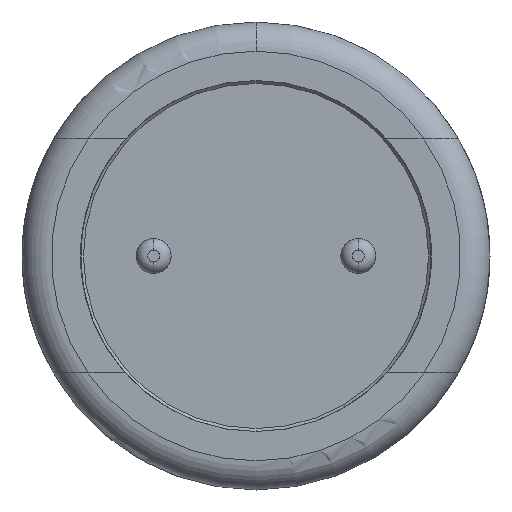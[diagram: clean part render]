
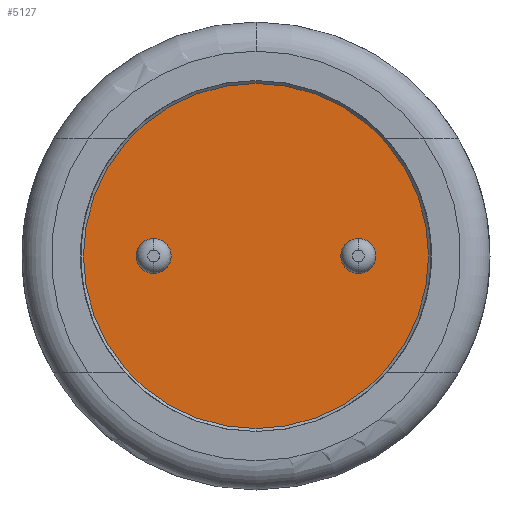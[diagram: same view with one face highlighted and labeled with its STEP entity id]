
A CAD part, front view. The second image highlights one B-rep face of the part: STEP entity #5127.
In plain terms, the highlighted planar face has unit normal (0, -1, 0).
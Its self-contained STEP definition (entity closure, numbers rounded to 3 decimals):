
#60 = EDGE_CURVE ( 'NONE', #4743, #2966, #5905, .T. ) ;
#296 = CIRCLE ( 'NONE', #2016, 0.3 ) ;
#499 = CARTESIAN_POINT ( 'NONE',  ( 0., 0.1, -2.95 ) ) ;
#669 = CARTESIAN_POINT ( 'NONE',  ( -1.75, 0.1, 0. ) ) ;
#692 = ORIENTED_EDGE ( 'NONE', *, *, #3172, .T. ) ;
#816 = DIRECTION ( 'NONE',  ( 0., -1., 0. ) ) ;
#894 = CIRCLE ( 'NONE', #4990, 2.95 ) ;
#960 = FACE_BOUND ( 'NONE', #5556, .T. ) ;
#1197 = CARTESIAN_POINT ( 'NONE',  ( 1.75, 0.1, -0.3 ) ) ;
#1205 = VERTEX_POINT ( 'NONE', #2051 ) ;
#1455 = FACE_BOUND ( 'NONE', #2366, .T. ) ;
#1464 = DIRECTION ( 'NONE',  ( 0., -1., 0. ) ) ;
#1611 = DIRECTION ( 'NONE',  ( 0., -1., 0. ) ) ;
#1773 = CARTESIAN_POINT ( 'NONE',  ( -1.75, 0.1, 0.3 ) ) ;
#1936 = EDGE_CURVE ( 'NONE', #2966, #4743, #6294, .T. ) ;
#2016 = AXIS2_PLACEMENT_3D ( 'NONE', #5808, #6423, #5908 ) ;
#2051 = CARTESIAN_POINT ( 'NONE',  ( 0., 0.1, 2.95 ) ) ;
#2093 = CIRCLE ( 'NONE', #4902, 0.3 ) ;
#2267 = ORIENTED_EDGE ( 'NONE', *, *, #4975, .F. ) ;
#2366 = EDGE_LOOP ( 'NONE', ( #3698, #4929 ) ) ;
#2376 = CIRCLE ( 'NONE', #4089, 2.95 ) ;
#2419 = DIRECTION ( 'NONE',  ( 0., 0., -1. ) ) ;
#2789 = VERTEX_POINT ( 'NONE', #499 ) ;
#2866 = AXIS2_PLACEMENT_3D ( 'NONE', #3128, #6183, #5113 ) ;
#2923 = CARTESIAN_POINT ( 'NONE',  ( 1.75, 0.1, 0.3 ) ) ;
#2942 = CARTESIAN_POINT ( 'NONE',  ( -1.75, 0.1, -0.3 ) ) ;
#2958 = AXIS2_PLACEMENT_3D ( 'NONE', #669, #6395, #3241 ) ;
#2966 = VERTEX_POINT ( 'NONE', #2942 ) ;
#3128 = CARTESIAN_POINT ( 'NONE',  ( 0., 0.1, 0. ) ) ;
#3172 = EDGE_CURVE ( 'NONE', #1205, #2789, #894, .T. ) ;
#3241 = DIRECTION ( 'NONE',  ( 0., 0., 1. ) ) ;
#3341 = DIRECTION ( 'NONE',  ( 0., -1., 0. ) ) ;
#3698 = ORIENTED_EDGE ( 'NONE', *, *, #60, .F. ) ;
#3781 = ORIENTED_EDGE ( 'NONE', *, *, #6228, .T. ) ;
#3789 = CARTESIAN_POINT ( 'NONE',  ( 0., 0.1, 0. ) ) ;
#3922 = VERTEX_POINT ( 'NONE', #1197 ) ;
#4022 = FACE_OUTER_BOUND ( 'NONE', #6303, .T. ) ;
#4089 = AXIS2_PLACEMENT_3D ( 'NONE', #4730, #1611, #4695 ) ;
#4095 = EDGE_CURVE ( 'NONE', #5354, #3922, #2093, .T. ) ;
#4363 = ORIENTED_EDGE ( 'NONE', *, *, #4095, .F. ) ;
#4441 = AXIS2_PLACEMENT_3D ( 'NONE', #5370, #816, #5997 ) ;
#4695 = DIRECTION ( 'NONE',  ( 0., 0., -1. ) ) ;
#4730 = CARTESIAN_POINT ( 'NONE',  ( 0., 0.1, 0. ) ) ;
#4743 = VERTEX_POINT ( 'NONE', #1773 ) ;
#4902 = AXIS2_PLACEMENT_3D ( 'NONE', #5491, #1464, #2419 ) ;
#4929 = ORIENTED_EDGE ( 'NONE', *, *, #1936, .F. ) ;
#4975 = EDGE_CURVE ( 'NONE', #3922, #5354, #296, .T. ) ;
#4990 = AXIS2_PLACEMENT_3D ( 'NONE', #3789, #3341, #5909 ) ;
#5113 = DIRECTION ( 'NONE',  ( 0., 0., -1. ) ) ;
#5127 = ADVANCED_FACE ( 'NONE', ( #1455, #960, #4022 ), #5587, .T. ) ;
#5354 = VERTEX_POINT ( 'NONE', #2923 ) ;
#5370 = CARTESIAN_POINT ( 'NONE',  ( -1.75, 0.1, 0. ) ) ;
#5491 = CARTESIAN_POINT ( 'NONE',  ( 1.75, 0.1, 0. ) ) ;
#5556 = EDGE_LOOP ( 'NONE', ( #4363, #2267 ) ) ;
#5587 = PLANE ( 'NONE',  #2866 ) ;
#5808 = CARTESIAN_POINT ( 'NONE',  ( 1.75, 0.1, 0. ) ) ;
#5905 = CIRCLE ( 'NONE', #2958, 0.3 ) ;
#5908 = DIRECTION ( 'NONE',  ( 0., 0., -1. ) ) ;
#5909 = DIRECTION ( 'NONE',  ( 0., 0., -1. ) ) ;
#5997 = DIRECTION ( 'NONE',  ( 0., 0., 1. ) ) ;
#6183 = DIRECTION ( 'NONE',  ( 0., -1., 0. ) ) ;
#6228 = EDGE_CURVE ( 'NONE', #2789, #1205, #2376, .T. ) ;
#6294 = CIRCLE ( 'NONE', #4441, 0.3 ) ;
#6303 = EDGE_LOOP ( 'NONE', ( #3781, #692 ) ) ;
#6395 = DIRECTION ( 'NONE',  ( 0., -1., 0. ) ) ;
#6423 = DIRECTION ( 'NONE',  ( 0., -1., 0. ) ) ;
